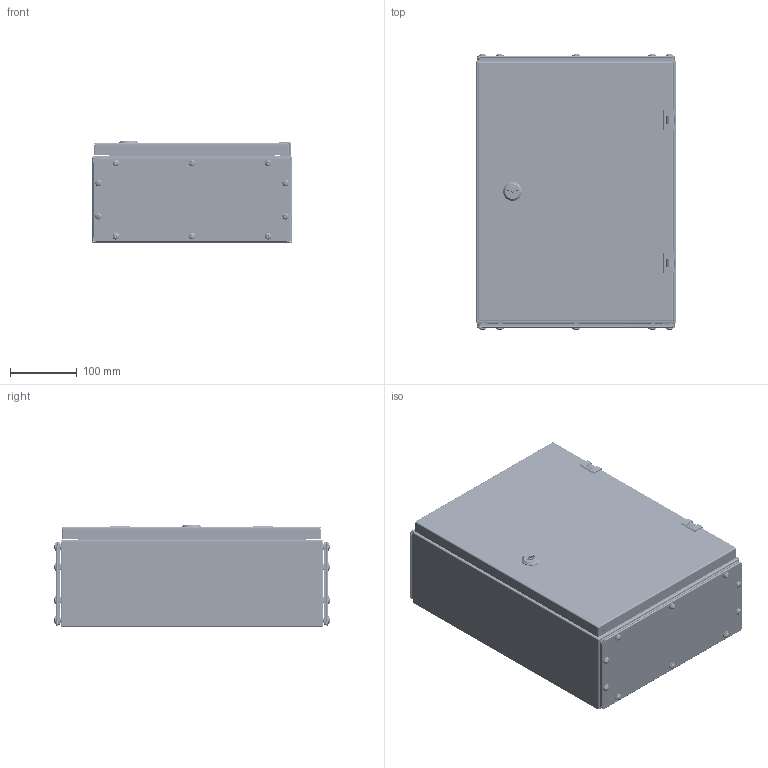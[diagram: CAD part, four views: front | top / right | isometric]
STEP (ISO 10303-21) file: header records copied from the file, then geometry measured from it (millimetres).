
FILE_DESCRIPTION (( 'STEP AP214' ), '1' );
FILE_NAME ('11.030.040.15.STEP', '2024-05-31T11:27:20', ( '' ), ( '' ), 'SwSTEP 2.0', 'SolidWorks 2021', '' );
FILE_SCHEMA (( 'AUTOMOTIVE_DESIGN' ));
Length unit declared in the file: millimetre
Products named in the file (27): ﾄ粢 ﾑﾁ W300H400; 8SJ_MS705_0510.stp; Êîðïóñ øêàôà W300H400D150; 8SJ_MS705_0760.stp; Ãàñêåòèíã äâåðè W300H400; Ïðîêëàäêà êðûøêè W300D150; Äâåðíîå ïîëîòíî W300H400; Áîëò Ì6õ10 ñ øåñòèãðàííîé ãîëîâêîé ñ ïðåññøàéáîé; Ðåéêà H400; Çàêëåïêà ðåçüáîâàÿ Ì5 øåñòèãðàííàÿ ñ óìåíüøåííûì áîðòîì; Øïèëüêà ïðèâàðíàÿ Ì6õ15; Âèíò DIN 967 Ì5õ16 ñ ïîëóêðóãëîé ãîëîâêîé ñ êðåñòîîáðàçíûì øëèöåì; Øïèëüêà ïðèâàðíàÿ Ì6õ10; 11.030.040.15; Çàêëåïêà ðåçüáîâàÿ Ì8 øåñòèãðàííàÿ ñ óìåíüøåííûì áîðòîì; Êàðêàñ øêàôà W300H400D150; 8SJ_MS705-1_0040.stp; 8SJ_S1B_0001.stp; 署赅 W300D150; Ïåðåìû÷êà êàðêàñà W300; 嵑謺麃 檐; 昑 W300H400; 8SJ_MS705_0010.stp; Ãàéêà M6 DIN6923.step; ﾇ瑟鶴 ﾀﾑ ms1000-3M.stp; Øïèëüêà ïðèâàðíàÿ Ì6õ20; SW6X8.stp
Assembly tree (83 placements, depth 4):
  11.030.040.15
    Êàðêàñ øêàôà W300H400D150
      Êîðïóñ øêàôà W300H400D150
      Ïåðåìû÷êà êàðêàñà W300  x2
      Øïèëüêà ïðèâàðíàÿ Ì6õ15  x4
      Øïèëüêà ïðèâàðíàÿ Ì6õ20  x4
    署赅 W300D150  x2
    Ïðîêëàäêà êðûøêè W300D150  x2
    ﾄ粢 ﾑﾁ W300H400
      Äâåðíîå ïîëîòíî W300H400
      Ðåéêà H400  x2
      Ãàñêåòèíã äâåðè W300H400
      Øïèëüêà ïðèâàðíàÿ Ì6õ10  x2
      ﾇ瑟鶴 ﾀﾑ ms1000-3M.stp
        8SJ_MS705_0010.stp
        8SJ_MS705_0510.stp
        8SJ_MS705_0760.stp
        8SJ_S1B_0001.stp
        8SJ_MS705-1_0040.stp
        SW6X8.stp
    嵑謺麃 檐  x2
    Áîëò Ì6õ10 ñ øåñòèãðàííîé ãîëîâêîé ñ ïðåññøàéáîé  x2
    Çàêëåïêà ðåçüáîâàÿ Ì5 øåñòèãðàííàÿ ñ óìåíüøåííûì áîðòîì  x20
    Âèíò DIN 967 Ì5õ16 ñ ïîëóêðóãëîé ãîëîâêîé ñ êðåñòîîáðàçíûì øëèöåì  x20
    Çàêëåïêà ðåçüáîâàÿ Ì8 øåñòèãðàííàÿ ñ óìåíüøåííûì áîðòîì  x4
    昑 W300H400
    Ãàéêà M6 DIN6923.step  x4
Bounding box: 300 x 415.17 x 154.65 mm (x, y, z)
Volume: 901941 mm3; surface area: 1455110.9 mm2
Topology: 81 solids, 87 shells, 4607 faces, 11603 edges, 7219 vertices
Faces by surface type: plane 2019, cylinder 1611, bspline 426, cone 258, torus 197, sphere 96
Entity records: 84521 total; most frequent: CARTESIAN_POINT 42546, ORIENTED_EDGE 9004, DIRECTION 7500, EDGE_CURVE 4508, VERTEX_POINT 2767, AXIS2_PLACEMENT_3D 2543, LINE 2414, VECTOR 2414
